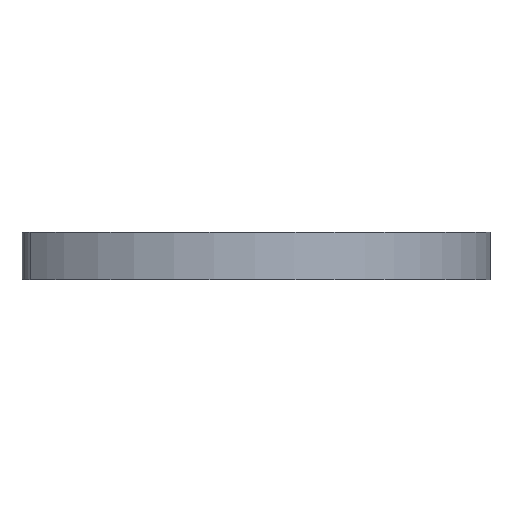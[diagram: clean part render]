
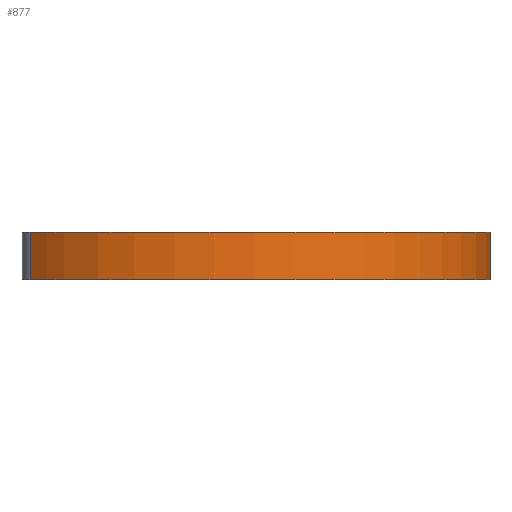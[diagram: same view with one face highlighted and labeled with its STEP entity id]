
A CAD part, left-side view. The second image highlights one B-rep face of the part: STEP entity #877.
In plain terms, the highlighted free-form (B-spline) face has degree [1, 2] with [2, 7] control points.
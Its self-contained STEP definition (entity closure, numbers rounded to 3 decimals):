
#229=CARTESIAN_POINT('',(2.649,2.288,0.0));
#230=VERTEX_POINT('',#229);
#246=CARTESIAN_POINT('',(-2.649,2.288,0.0));
#247=VERTEX_POINT('',#246);
#248=CARTESIAN_POINT('',(2.649,2.288,0.0));
#249=CARTESIAN_POINT('',(4.828,-0.235,0.0));
#250=CARTESIAN_POINT('',(2.414,-2.534,0.0));
#251=CARTESIAN_POINT('',(0.,-4.833,0.0));
#252=CARTESIAN_POINT('',(-2.414,-2.534,0.0));
#253=CARTESIAN_POINT('',(-4.828,-0.235,0.0));
#254=CARTESIAN_POINT('',(-2.649,2.288,0.0));
#262=(BOUNDED_CURVE()B_SPLINE_CURVE(2,(#248,#249,#250,#251,#252,#253,#254),.UNSPECIFIED.,.F.,.U.)B_SPLINE_CURVE_WITH_KNOTS((3,2,2,3),(0.0,0.333,0.667,1.0),.UNSPECIFIED.)CURVE()GEOMETRIC_REPRESENTATION_ITEM()RATIONAL_B_SPLINE_CURVE((1.0,0.724,1.0,0.724,1.0,0.724,1.0))REPRESENTATION_ITEM(''));
#263=EDGE_CURVE('',#230,#247,#262,.T.);
#319=CARTESIAN_POINT('',(-2.649,2.288,0.6));
#320=VERTEX_POINT('',#319);
#336=CARTESIAN_POINT('',(2.649,2.288,0.6));
#337=VERTEX_POINT('',#336);
#338=CARTESIAN_POINT('',(2.649,2.288,0.6));
#339=CARTESIAN_POINT('',(4.828,-0.235,0.6));
#340=CARTESIAN_POINT('',(2.414,-2.534,0.6));
#341=CARTESIAN_POINT('',(0.,-4.833,0.6));
#342=CARTESIAN_POINT('',(-2.414,-2.534,0.6));
#343=CARTESIAN_POINT('',(-4.828,-0.235,0.6));
#344=CARTESIAN_POINT('',(-2.649,2.288,0.6));
#352=(BOUNDED_CURVE()B_SPLINE_CURVE(2,(#338,#339,#340,#341,#342,#343,#344),.UNSPECIFIED.,.F.,.U.)B_SPLINE_CURVE_WITH_KNOTS((3,2,2,3),(0.0,0.333,0.667,1.0),.UNSPECIFIED.)CURVE()GEOMETRIC_REPRESENTATION_ITEM()RATIONAL_B_SPLINE_CURVE((1.0,0.724,1.0,0.724,1.0,0.724,1.0))REPRESENTATION_ITEM(''));
#353=EDGE_CURVE('',#337,#320,#352,.T.);
#837=CARTESIAN_POINT('',(2.649,2.288,0.6));
#838=CARTESIAN_POINT('',(2.649,2.288,0.0));
#839=QUASI_UNIFORM_CURVE('',1,(#837,#838),.UNSPECIFIED.,.F.,.U.);
#840=EDGE_CURVE('',#337,#230,#839,.T.);
#845=CARTESIAN_POINT('',(-2.629,2.311,0.615));
#846=CARTESIAN_POINT('',(-2.629,2.311,-0.015));
#847=CARTESIAN_POINT('',(-4.873,-0.243,0.615));
#848=CARTESIAN_POINT('',(-4.873,-0.243,-0.015));
#849=CARTESIAN_POINT('',(-2.386,-2.561,0.615));
#850=CARTESIAN_POINT('',(-2.386,-2.561,-0.015));
#851=CARTESIAN_POINT('',(0.101,-4.878,0.615));
#852=CARTESIAN_POINT('',(0.101,-4.878,-0.015));
#853=CARTESIAN_POINT('',(2.49,-2.46,0.615));
#854=CARTESIAN_POINT('',(2.49,-2.46,-0.015));
#855=CARTESIAN_POINT('',(4.879,-0.041,0.615));
#856=CARTESIAN_POINT('',(4.879,-0.041,-0.015));
#857=CARTESIAN_POINT('',(2.531,2.418,0.615));
#858=CARTESIAN_POINT('',(2.531,2.418,-0.015));
#866=(BOUNDED_SURFACE()B_SPLINE_SURFACE(1,2,((#845,#847,#849,#851,#853,#855,#857),(#846,#848,#850,#852,#854,#856,#858)),.UNSPECIFIED.,.F.,.F.,.U.)B_SPLINE_SURFACE_WITH_KNOTS((2,2),(3,2,2,3),(0.0,1.0),(0.0,5.68,11.36,17.04),.UNSPECIFIED.)GEOMETRIC_REPRESENTATION_ITEM()RATIONAL_B_SPLINE_SURFACE(((1.0,0.717,1.0,0.717,1.0,0.717,1.0),(1.0,0.717,1.0,0.717,1.0,0.717,1.0)))REPRESENTATION_ITEM('')SURFACE());
#867=ORIENTED_EDGE('',*,*,#263,.F.);
#868=ORIENTED_EDGE('',*,*,#840,.F.);
#869=ORIENTED_EDGE('',*,*,#353,.T.);
#870=CARTESIAN_POINT('',(-2.649,2.288,0.6));
#871=CARTESIAN_POINT('',(-2.649,2.288,0.0));
#872=QUASI_UNIFORM_CURVE('',1,(#870,#871),.UNSPECIFIED.,.F.,.U.);
#873=EDGE_CURVE('',#320,#247,#872,.T.);
#874=ORIENTED_EDGE('',*,*,#873,.T.);
#875=EDGE_LOOP('',(#867,#868,#869,#874));
#876=FACE_OUTER_BOUND('',#875,.T.);
#877=ADVANCED_FACE('',(#876),#866,.T.);
